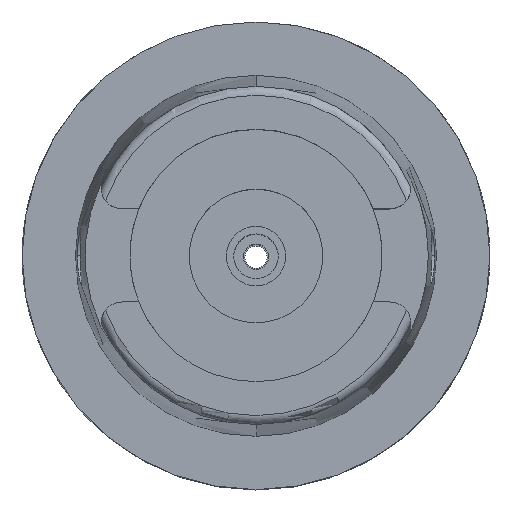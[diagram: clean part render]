
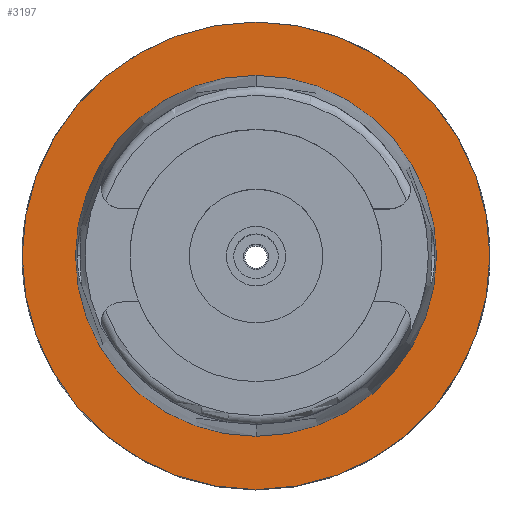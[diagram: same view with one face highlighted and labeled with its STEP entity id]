
A CAD part, top view. The second image highlights one B-rep face of the part: STEP entity #3197.
In plain terms, the highlighted planar face has unit normal (0, 0, 1).
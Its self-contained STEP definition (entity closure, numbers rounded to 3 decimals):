
#660=CARTESIAN_POINT('',(0.,0.,0.));
#661=DIRECTION('',(0.,0.,-1.));
#662=DIRECTION('',(0.,-1.,0.));
#663=AXIS2_PLACEMENT_3D('',#660,#661,#662);
#668=CARTESIAN_POINT('',(0.,0.,0.));
#669=DIRECTION('',(0.,0.,-1.));
#670=DIRECTION('',(0.,1.,0.));
#671=AXIS2_PLACEMENT_3D('',#668,#669,#670);
#676=CARTESIAN_POINT('',(0.,0.,0.));
#677=DIRECTION('',(0.,0.,1.));
#678=DIRECTION('',(0.,-1.,0.));
#679=AXIS2_PLACEMENT_3D('',#676,#677,#678);
#684=CARTESIAN_POINT('',(0.,0.,0.));
#685=DIRECTION('',(0.,0.,1.));
#686=DIRECTION('',(0.,1.,0.));
#687=AXIS2_PLACEMENT_3D('',#684,#685,#686);
#2530=CARTESIAN_POINT('',(0.,-24.315,0.));
#2531=VERTEX_POINT('',#2530);
#2532=CARTESIAN_POINT('',(0.,24.315,0.));
#2533=VERTEX_POINT('',#2532);
#2540=CARTESIAN_POINT('',(0.,-31.5,0.));
#2541=CARTESIAN_POINT('',(0.,31.5,0.));
#2542=VERTEX_POINT('',#2540);
#2543=VERTEX_POINT('',#2541);
#3182=CARTESIAN_POINT('',(0.,0.,0.));
#3183=DIRECTION('',(0.,0.,-1.));
#3184=DIRECTION('',(0.,-1.,0.));
#3185=AXIS2_PLACEMENT_3D('',#3182,#3183,#3184);
#3186=PLANE('',#3185);
#3188=ORIENTED_EDGE('',*,*,#3187,.T.);
#3190=ORIENTED_EDGE('',*,*,#3189,.T.);
#3191=EDGE_LOOP('',(#3188,#3190));
#3192=FACE_OUTER_BOUND('',#3191,.F.);
#3193=ORIENTED_EDGE('',*,*,#3055,.T.);
#3194=ORIENTED_EDGE('',*,*,#3156,.T.);
#3195=EDGE_LOOP('',(#3193,#3194));
#3196=FACE_BOUND('',#3195,.F.);
#664=CIRCLE('',#663,31.5);
#672=CIRCLE('',#671,31.5);
#680=CIRCLE('',#679,24.315);
#688=CIRCLE('',#687,24.315);
#3055=EDGE_CURVE('',#2531,#2533,#680,.T.);
#3156=EDGE_CURVE('',#2533,#2531,#688,.T.);
#3187=EDGE_CURVE('',#2542,#2543,#664,.T.);
#3189=EDGE_CURVE('',#2543,#2542,#672,.T.);
#3197=ADVANCED_FACE('',(#3192,#3196),#3186,.F.);
